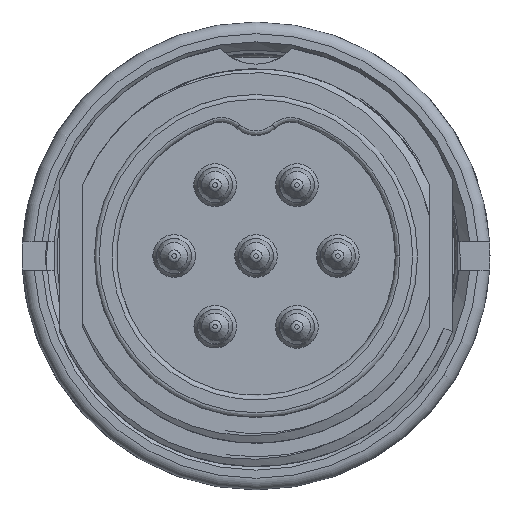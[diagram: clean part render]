
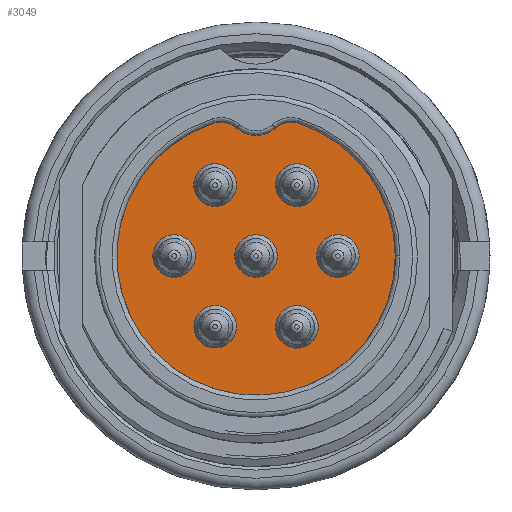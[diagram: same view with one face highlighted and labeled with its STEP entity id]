
A CAD part, front view. The second image highlights one B-rep face of the part: STEP entity #3049.
In plain terms, the highlighted planar face has unit normal (0, -1, 0).
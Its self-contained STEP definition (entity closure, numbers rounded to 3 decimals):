
#2018=FACE_BOUND('',#4115,.T.);
#2019=FACE_BOUND('',#4116,.T.);
#2020=FACE_BOUND('',#4117,.T.);
#2021=FACE_BOUND('',#4118,.T.);
#2022=FACE_BOUND('',#4119,.T.);
#2023=FACE_BOUND('',#4120,.T.);
#2024=FACE_BOUND('',#4121,.T.);
#2025=FACE_BOUND('',#4122,.T.);
#2464=CIRCLE('',#9416,6.55);
#2510=CIRCLE('',#9523,6.55);
#2515=CIRCLE('',#9529,2.);
#2516=CIRCLE('',#9530,0.5);
#2520=CIRCLE('',#9537,0.5);
#2535=CIRCLE('',#9564,2.);
#2537=CIRCLE('',#9566,6.15);
#2540=CIRCLE('',#9569,6.15);
#2584=CIRCLE('',#9683,0.91);
#2585=CIRCLE('',#9685,0.91);
#2586=CIRCLE('',#9687,0.91);
#2587=CIRCLE('',#9689,0.91);
#2588=CIRCLE('',#9691,0.91);
#2589=CIRCLE('',#9693,0.91);
#2590=CIRCLE('',#9695,0.91);
#3049=ADVANCED_FACE('',(#2018,#2019,#2020,#2021,#2022,#2023,#2024,#2025),
#3251,.T.);
#3251=PLANE('',#9697);
#4115=EDGE_LOOP('',(#6301));
#4116=EDGE_LOOP('',(#6302));
#4117=EDGE_LOOP('',(#6303));
#4118=EDGE_LOOP('',(#6304));
#4119=EDGE_LOOP('',(#6305));
#4120=EDGE_LOOP('',(#6306));
#4121=EDGE_LOOP('',(#6307));
#4122=EDGE_LOOP('',(#6308,#6309,#6310,#6311,#6312,#6313,#6314,#6315,#6316,
#6317,#6318));
#6301=ORIENTED_EDGE('',*,*,#8261,.T.);
#6302=ORIENTED_EDGE('',*,*,#8260,.T.);
#6303=ORIENTED_EDGE('',*,*,#8259,.T.);
#6304=ORIENTED_EDGE('',*,*,#8258,.T.);
#6305=ORIENTED_EDGE('',*,*,#8257,.T.);
#6306=ORIENTED_EDGE('',*,*,#8256,.T.);
#6307=ORIENTED_EDGE('',*,*,#8255,.T.);
#6308=ORIENTED_EDGE('',*,*,#8103,.T.);
#6309=ORIENTED_EDGE('',*,*,#8099,.T.);
#6310=ORIENTED_EDGE('',*,*,#7602,.F.);
#6311=ORIENTED_EDGE('',*,*,#8097,.F.);
#6312=ORIENTED_EDGE('',*,*,#8077,.F.);
#6313=ORIENTED_EDGE('',*,*,#8074,.F.);
#6314=ORIENTED_EDGE('',*,*,#8068,.F.);
#6315=ORIENTED_EDGE('',*,*,#8048,.F.);
#6316=ORIENTED_EDGE('',*,*,#8056,.F.);
#6317=ORIENTED_EDGE('',*,*,#8067,.T.);
#6318=ORIENTED_EDGE('',*,*,#8106,.T.);
#6712=VERTEX_POINT('',#12619);
#6713=VERTEX_POINT('',#12620);
#7047=VERTEX_POINT('',#17304);
#7049=VERTEX_POINT('',#17307);
#7054=VERTEX_POINT('',#17363);
#7062=VERTEX_POINT('',#17440);
#7063=VERTEX_POINT('',#17468);
#7066=VERTEX_POINT('',#17504);
#7068=VERTEX_POINT('',#17520);
#7084=VERTEX_POINT('',#17760);
#7087=VERTEX_POINT('',#17802);
#7157=VERTEX_POINT('',#29321);
#7158=VERTEX_POINT('',#29324);
#7159=VERTEX_POINT('',#29327);
#7160=VERTEX_POINT('',#29330);
#7161=VERTEX_POINT('',#29333);
#7162=VERTEX_POINT('',#29336);
#7163=VERTEX_POINT('',#29339);
#7602=EDGE_CURVE('',#6712,#6713,#2464,.T.);
#8048=EDGE_CURVE('',#7047,#7049,#8685,.T.);
#8056=EDGE_CURVE('',#7054,#7047,#2510,.T.);
#8067=EDGE_CURVE('',#7054,#7062,#2515,.T.);
#8068=EDGE_CURVE('',#7049,#7063,#2516,.T.);
#8074=EDGE_CURVE('',#7063,#7066,#8690,.T.);
#8077=EDGE_CURVE('',#7066,#7068,#2520,.T.);
#8097=EDGE_CURVE('',#7068,#6712,#8694,.T.);
#8099=EDGE_CURVE('',#7084,#6713,#2535,.T.);
#8103=EDGE_CURVE('',#7087,#7084,#2537,.T.);
#8106=EDGE_CURVE('',#7062,#7087,#2540,.T.);
#8255=EDGE_CURVE('',#7157,#7157,#2584,.T.);
#8256=EDGE_CURVE('',#7158,#7158,#2585,.T.);
#8257=EDGE_CURVE('',#7159,#7159,#2586,.T.);
#8258=EDGE_CURVE('',#7160,#7160,#2587,.T.);
#8259=EDGE_CURVE('',#7161,#7161,#2588,.T.);
#8260=EDGE_CURVE('',#7162,#7162,#2589,.T.);
#8261=EDGE_CURVE('',#7163,#7163,#2590,.T.);
#8685=LINE('',#17306,#9075);
#8690=LINE('',#17503,#9080);
#8694=LINE('',#17753,#9084);
#9075=VECTOR('',#11001,1.);
#9080=VECTOR('',#11042,1.);
#9084=VECTOR('',#11100,1.);
#9416=AXIS2_PLACEMENT_3D('',#12618,#10642,#10643);
#9523=AXIS2_PLACEMENT_3D('',#17362,#11014,#11015);
#9529=AXIS2_PLACEMENT_3D('',#17441,#11026,#11027);
#9530=AXIS2_PLACEMENT_3D('',#17467,#11028,#11029);
#9537=AXIS2_PLACEMENT_3D('',#17519,#11046,#11047);
#9564=AXIS2_PLACEMENT_3D('',#17759,#11103,#11104);
#9566=AXIS2_PLACEMENT_3D('',#17801,#11107,#11108);
#9569=AXIS2_PLACEMENT_3D('',#17831,#11113,#11114);
#9683=AXIS2_PLACEMENT_3D('',#29320,#11358,#11359);
#9685=AXIS2_PLACEMENT_3D('',#29323,#11362,#11363);
#9687=AXIS2_PLACEMENT_3D('',#29326,#11366,#11367);
#9689=AXIS2_PLACEMENT_3D('',#29329,#11370,#11371);
#9691=AXIS2_PLACEMENT_3D('',#29332,#11374,#11375);
#9693=AXIS2_PLACEMENT_3D('',#29335,#11378,#11379);
#9695=AXIS2_PLACEMENT_3D('',#29338,#11382,#11383);
#9697=AXIS2_PLACEMENT_3D('',#29341,#11386,#11387);
#10642=DIRECTION('',(0.,1.,0.));
#10643=DIRECTION('',(1.,0.,0.));
#11001=DIRECTION('',(0.,0.,-1.));
#11014=DIRECTION('',(0.,1.,0.));
#11015=DIRECTION('',(1.,0.,0.));
#11026=DIRECTION('',(0.,-1.,0.));
#11027=DIRECTION('',(-0.874,0.,0.486));
#11028=DIRECTION('',(0.,-1.,0.));
#11029=DIRECTION('',(1.,0.,0.));
#11042=DIRECTION('',(1.,0.,0.));
#11046=DIRECTION('',(0.,-1.,0.));
#11047=DIRECTION('',(1.,0.,0.));
#11100=DIRECTION('',(0.,0.,1.));
#11103=DIRECTION('',(0.,-1.,0.));
#11104=DIRECTION('',(0.983,0.,0.182));
#11107=DIRECTION('',(0.,-1.,0.));
#11108=DIRECTION('',(1.,0.,0.));
#11113=DIRECTION('',(0.,-1.,0.));
#11114=DIRECTION('',(-0.563,0.,0.827));
#11358=DIRECTION('',(0.,1.,0.));
#11359=DIRECTION('',(-1.,0.,0.));
#11362=DIRECTION('',(0.,1.,0.));
#11363=DIRECTION('',(-1.,0.,0.));
#11366=DIRECTION('',(0.,1.,0.));
#11367=DIRECTION('',(-1.,0.,0.));
#11370=DIRECTION('',(0.,1.,0.));
#11371=DIRECTION('',(-1.,0.,0.));
#11374=DIRECTION('',(0.,1.,0.));
#11375=DIRECTION('',(-1.,0.,0.));
#11378=DIRECTION('',(0.,1.,0.));
#11379=DIRECTION('',(-1.,0.,0.));
#11382=DIRECTION('',(0.,1.,0.));
#11383=DIRECTION('',(-1.,0.,0.));
#11386=DIRECTION('',(0.,-1.,0.));
#11387=DIRECTION('',(-1.,0.,0.));
#12618=CARTESIAN_POINT('',(-0.301,-17.136,0.));
#12619=CARTESIAN_POINT('',(0.924,-17.136,6.434));
#12620=CARTESIAN_POINT('',(2.942,-17.136,5.691));
#17304=CARTESIAN_POINT('',(-1.526,-17.136,6.434));
#17306=CARTESIAN_POINT('',(-1.526,-17.136,7.15));
#17307=CARTESIAN_POINT('',(-1.526,-17.136,6.25));
#17362=CARTESIAN_POINT('',(-0.301,-17.136,0.));
#17363=CARTESIAN_POINT('',(-3.544,-17.136,5.691));
#17440=CARTESIAN_POINT('',(-3.763,-17.136,5.083));
#17441=CARTESIAN_POINT('',(-1.797,-17.136,4.719));
#17467=CARTESIAN_POINT('',(-1.026,-17.136,6.25));
#17468=CARTESIAN_POINT('',(-1.026,-17.136,5.75));
#17503=CARTESIAN_POINT('',(6.849,-17.136,5.75));
#17504=CARTESIAN_POINT('',(0.424,-17.136,5.75));
#17519=CARTESIAN_POINT('',(0.424,-17.136,6.25));
#17520=CARTESIAN_POINT('',(0.924,-17.136,6.25));
#17753=CARTESIAN_POINT('',(0.924,-17.136,7.15));
#17759=CARTESIAN_POINT('',(1.194,-17.136,4.719));
#17760=CARTESIAN_POINT('',(3.161,-17.136,5.083));
#17801=CARTESIAN_POINT('',(-0.301,-17.136,0.));
#17802=CARTESIAN_POINT('',(5.849,-17.136,0.));
#17831=CARTESIAN_POINT('',(-0.301,-17.136,0.));
#29320=CARTESIAN_POINT('',(1.449,-17.136,3.031));
#29321=CARTESIAN_POINT('',(0.539,-17.136,3.031));
#29323=CARTESIAN_POINT('',(3.199,-17.136,0.));
#29324=CARTESIAN_POINT('',(2.289,-17.136,0.));
#29326=CARTESIAN_POINT('',(1.449,-17.136,-3.031));
#29327=CARTESIAN_POINT('',(0.539,-17.136,-3.031));
#29329=CARTESIAN_POINT('',(-2.045,-17.136,-3.021));
#29330=CARTESIAN_POINT('',(-2.955,-17.136,-3.021));
#29332=CARTESIAN_POINT('',(-3.801,-17.136,0.));
#29333=CARTESIAN_POINT('',(-4.711,-17.136,0.));
#29335=CARTESIAN_POINT('',(-2.051,-17.136,3.031));
#29336=CARTESIAN_POINT('',(-2.961,-17.136,3.031));
#29338=CARTESIAN_POINT('',(-0.301,-17.136,0.));
#29339=CARTESIAN_POINT('',(-1.211,-17.136,0.));
#29341=CARTESIAN_POINT('',(6.849,-17.136,7.15));
